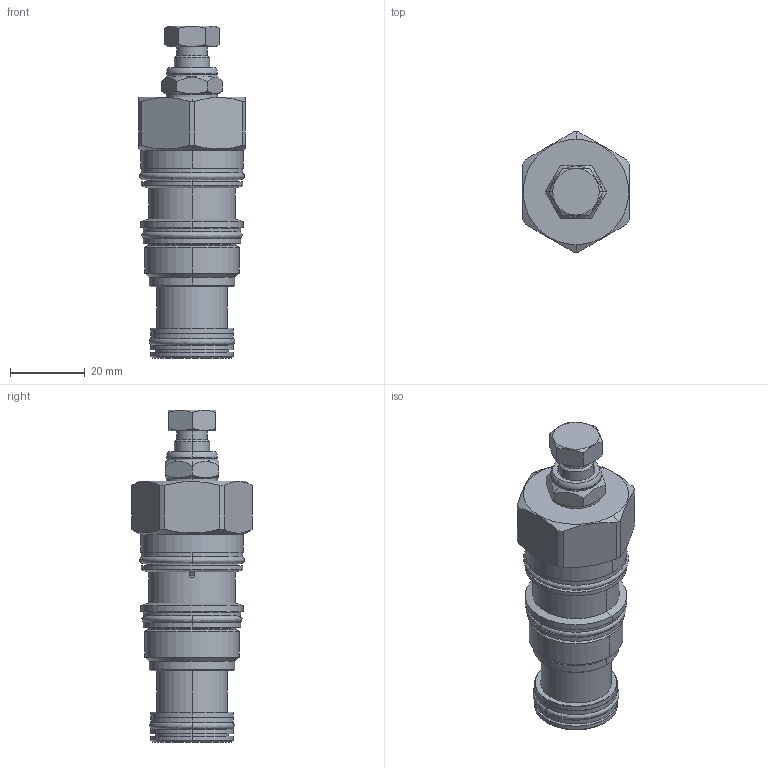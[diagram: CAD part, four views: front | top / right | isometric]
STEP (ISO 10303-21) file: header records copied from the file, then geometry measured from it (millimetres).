
FILE_DESCRIPTION((''),'2;1');
FILE_NAME('RSFC-FAN_PRT','2016-10-04T',('Administrator'),(''),'PRO/ENGINEER BY PARAMETRIC TECHNOLOGY CORPORATION, 2006240','PRO/ENGINEER BY PARAMETRIC TECHNOLOGY CORPORATION, 2006240','');
FILE_SCHEMA(('CONFIG_CONTROL_DESIGN'));
Length unit declared in the file: inch
Products named in the file (1): RSFC-FAN_PRT
Bounding box: 28.57 x 32.21 x 88.93 mm (x, y, z)
Volume: 36790.8 mm3; surface area: 10727.8 mm2
Topology: 4 solids, 6 shells, 174 faces, 377 edges, 225 vertices
Faces by surface type: cylinder 61, plane 40, cone 38, torus 20, revolution 12, bspline 3
Entity records: 8652 total; most frequent: CARTESIAN_POINT 4809, DIRECTION 826, ORIENTED_EDGE 754, EDGE_CURVE 377, AXIS2_PLACEMENT_3D 348, VERTEX_POINT 225, EDGE_LOOP 194, CIRCLE 189
